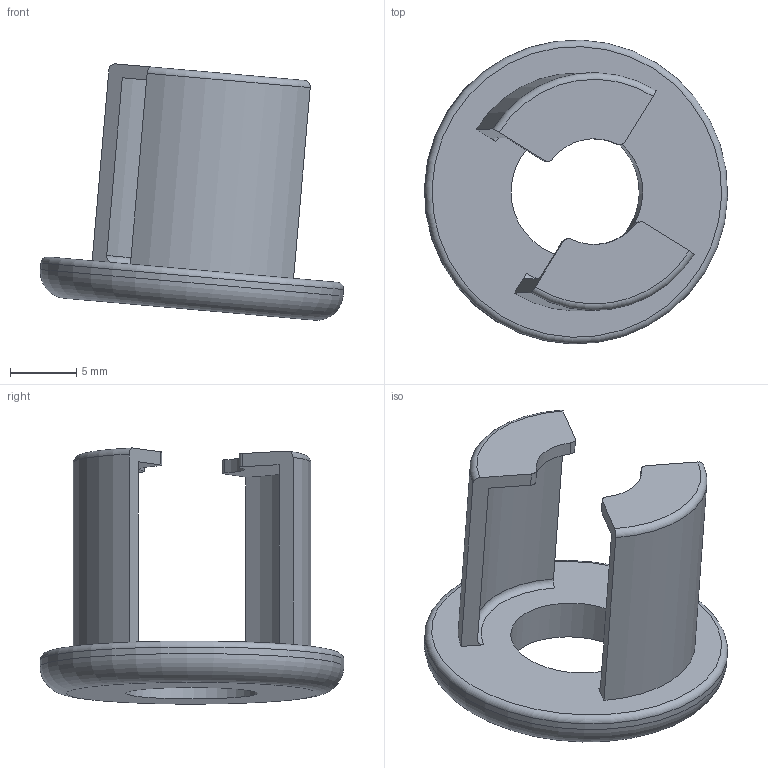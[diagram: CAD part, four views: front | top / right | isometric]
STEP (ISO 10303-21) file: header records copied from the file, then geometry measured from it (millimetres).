
FILE_DESCRIPTION(/* description */ ('Alibre Inc.'),/* implementation_level */ '2;1');
FILE_NAME(/* name */ 'export-1BD5F98F-0416-407E-A70F-B18D9570E8A8',/* time_stamp */ '2021-11-06T13:09:38+01:00',/* author */ (''),/* organization */ (''),/* preprocessor_version */ 'ST-DEVELOPER v17',/* originating_system */ 'Alibre',/* authorisation */ '');
FILE_SCHEMA (('AUTOMOTIVE_DESIGN'));
Length unit declared in the file: millimetre
Bounding box: 22.94 x 22.99 x 19.39 mm (x, y, z)
Volume: 1509.5 mm3; surface area: 1898.9 mm2
Topology: 1 solids, 1 shells, 28 faces, 71 edges, 47 vertices
Faces by surface type: cylinder 12, plane 10, torus 6
Full cylindrical faces by diameter (mm): 10 x1, 23 x1
Entity records: 901 total; most frequent: DIRECTION 150, CARTESIAN_POINT 145, ORIENTED_EDGE 142, EDGE_CURVE 71, AXIS2_PLACEMENT_3D 68, VERTEX_POINT 47, CIRCLE 40, EDGE_LOOP 32
